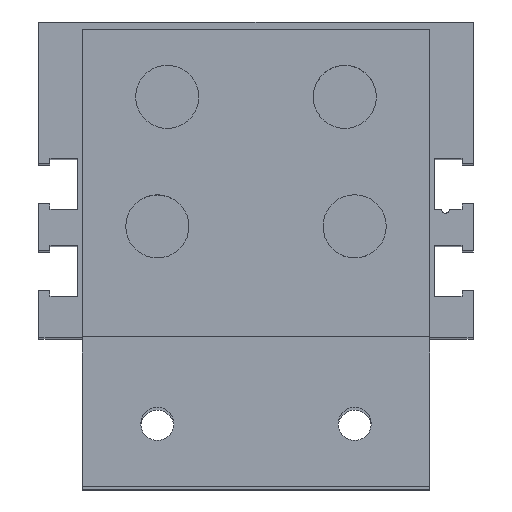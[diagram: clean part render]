
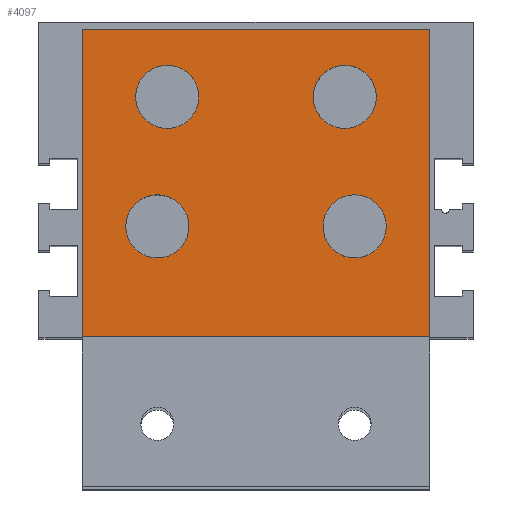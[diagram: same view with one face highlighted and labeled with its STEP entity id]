
A CAD part, top view. The second image highlights one B-rep face of the part: STEP entity #4097.
In plain terms, the highlighted planar face has unit normal (0, 0, 1).
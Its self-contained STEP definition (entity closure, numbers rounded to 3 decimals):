
#632 = DIRECTION ( 'NONE',  ( 1., 0., 0. ) ) ;
#682 = DIRECTION ( 'NONE',  ( 0., 0., 1. ) ) ;
#683 = CARTESIAN_POINT ( 'NONE',  ( 11.25, 10.4, 118. ) ) ;
#684 = AXIS2_PLACEMENT_3D ( 'NONE', #683, #682, #632 ) ;
#685 = CIRCLE ( 'NONE', #684, 4. ) ;
#1196 = VECTOR ( 'NONE', #1199, 1000. ) ;
#1199 = DIRECTION ( 'NONE',  ( 0., 1., 0. ) ) ;
#1200 = CARTESIAN_POINT ( 'NONE',  ( 22., 19., 118. ) ) ;
#1201 = LINE ( 'NONE', #1200, #1196 ) ;
#1202 = LINE ( 'NONE', #1231, #1230 ) ;
#1203 = CARTESIAN_POINT ( 'NONE',  ( 22., -20., 118. ) ) ;
#1205 = CARTESIAN_POINT ( 'NONE',  ( -22., 19., 118. ) ) ;
#1206 = DIRECTION ( 'NONE',  ( -1., 0., 0. ) ) ;
#1212 = CARTESIAN_POINT ( 'NONE',  ( -22., 19., 118. ) ) ;
#1213 = LINE ( 'NONE', #1212, #1228 ) ;
#1216 = VECTOR ( 'NONE', #1206, 1000. ) ;
#1218 = CARTESIAN_POINT ( 'NONE',  ( -22., 19., 118. ) ) ;
#1219 = LINE ( 'NONE', #1218, #1216 ) ;
#1227 = DIRECTION ( 'NONE',  ( 0., -1., 0. ) ) ;
#1228 = VECTOR ( 'NONE', #1227, 1000. ) ;
#1229 = DIRECTION ( 'NONE',  ( -1., 0., 0. ) ) ;
#1230 = VECTOR ( 'NONE', #1229, 1000. ) ;
#1231 = CARTESIAN_POINT ( 'NONE',  ( -22., -20., 118. ) ) ;
#1247 = AXIS2_PLACEMENT_3D ( 'NONE', #1280, #1279, #1278 ) ;
#1248 = CIRCLE ( 'NONE', #1247, 4. ) ;
#1250 = CARTESIAN_POINT ( 'NONE',  ( -22., -39., 118. ) ) ;
#1251 = AXIS2_PLACEMENT_3D ( 'NONE', #1250, #1257, #1256 ) ;
#1252 = PLANE ( 'NONE',  #1251 ) ;
#1254 = FACE_OUTER_BOUND ( 'NONE', #4084, .T. ) ;
#1255 = FACE_BOUND ( 'NONE', #4214, .T. ) ;
#1256 = DIRECTION ( 'NONE',  ( 1., 0., 0. ) ) ;
#1257 = DIRECTION ( 'NONE',  ( 0., 0., 1. ) ) ;
#1278 = DIRECTION ( 'NONE',  ( 1., 0., 0. ) ) ;
#1279 = DIRECTION ( 'NONE',  ( 0., 0., 1. ) ) ;
#1280 = CARTESIAN_POINT ( 'NONE',  ( 12.5, -6., 118. ) ) ;
#1281 = FACE_BOUND ( 'NONE', #4098, .T. ) ;
#1282 = CARTESIAN_POINT ( 'NONE',  ( -22., -20., 118. ) ) ;
#1283 = FACE_BOUND ( 'NONE', #4218, .T. ) ;
#1284 = FACE_BOUND ( 'NONE', #4082, .T. ) ;
#1709 = CARTESIAN_POINT ( 'NONE',  ( 11.25, 10.4, 118. ) ) ;
#1710 = DIRECTION ( 'NONE',  ( 1., 0., 0. ) ) ;
#1711 = DIRECTION ( 'NONE',  ( 0., 0., 1. ) ) ;
#1712 = CARTESIAN_POINT ( 'NONE',  ( -11.25, 10.4, 118. ) ) ;
#1713 = AXIS2_PLACEMENT_3D ( 'NONE', #1712, #1711, #1710 ) ;
#1714 = CIRCLE ( 'NONE', #1713, 4. ) ;
#1720 = AXIS2_PLACEMENT_3D ( 'NONE', #1709, #1723, #1722 ) ;
#1721 = CARTESIAN_POINT ( 'NONE',  ( 22., 19., 118. ) ) ;
#1722 = DIRECTION ( 'NONE',  ( 1., 0., 0. ) ) ;
#1723 = DIRECTION ( 'NONE',  ( 0., 0., 1. ) ) ;
#1731 = CIRCLE ( 'NONE', #1720, 4. ) ;
#1789 = CARTESIAN_POINT ( 'NONE',  ( -12.5, -6., 118. ) ) ;
#1790 = AXIS2_PLACEMENT_3D ( 'NONE', #1789, #1796, #1792 ) ;
#1792 = DIRECTION ( 'NONE',  ( 1., 0., 0. ) ) ;
#1794 = CIRCLE ( 'NONE', #1790, 4. ) ;
#1796 = DIRECTION ( 'NONE',  ( 0., 0., 1. ) ) ;
#1983 = CARTESIAN_POINT ( 'NONE',  ( 12.5, -6., 118. ) ) ;
#1994 = AXIS2_PLACEMENT_3D ( 'NONE', #1983, #2009, #2008 ) ;
#1995 = CIRCLE ( 'NONE', #1994, 4. ) ;
#1997 = CARTESIAN_POINT ( 'NONE',  ( 16.5, -6., 118. ) ) ;
#2006 = CARTESIAN_POINT ( 'NONE',  ( -7.25, 10.4, 118. ) ) ;
#2008 = DIRECTION ( 'NONE',  ( 1., 0., 0. ) ) ;
#2009 = DIRECTION ( 'NONE',  ( 0., 0., 1. ) ) ;
#2113 = AXIS2_PLACEMENT_3D ( 'NONE', #2136, #2141, #2142 ) ;
#2136 = CARTESIAN_POINT ( 'NONE',  ( -11.25, 10.4, 118. ) ) ;
#2141 = DIRECTION ( 'NONE',  ( 0., 0., 1. ) ) ;
#2142 = DIRECTION ( 'NONE',  ( 1., 0., 0. ) ) ;
#2148 = CARTESIAN_POINT ( 'NONE',  ( -16.5, -6., 118. ) ) ;
#2191 = CARTESIAN_POINT ( 'NONE',  ( -12.5, -6., 118. ) ) ;
#2192 = DIRECTION ( 'NONE',  ( 0., 0., 1. ) ) ;
#2193 = CIRCLE ( 'NONE', #2198, 4. ) ;
#2197 = DIRECTION ( 'NONE',  ( 1., 0., 0. ) ) ;
#2198 = AXIS2_PLACEMENT_3D ( 'NONE', #2191, #2192, #2197 ) ;
#2238 = CIRCLE ( 'NONE', #2113, 4. ) ;
#2331 = CARTESIAN_POINT ( 'NONE',  ( 7.25, 10.4, 118. ) ) ;
#2465 = CARTESIAN_POINT ( 'NONE',  ( 8.5, -6., 118. ) ) ;
#2466 = CARTESIAN_POINT ( 'NONE',  ( -15.25, 10.4, 118. ) ) ;
#2509 = CARTESIAN_POINT ( 'NONE',  ( 15.25, 10.4, 118. ) ) ;
#2511 = CARTESIAN_POINT ( 'NONE',  ( -8.5, -6., 118. ) ) ;
#3020 = VERTEX_POINT ( 'NONE', #1997 ) ;
#3023 = VERTEX_POINT ( 'NONE', #2006 ) ;
#3027 = EDGE_CURVE ( 'NONE', #3020, #3092, #1995, .T. ) ;
#3090 = VERTEX_POINT ( 'NONE', #2466 ) ;
#3092 = VERTEX_POINT ( 'NONE', #2465 ) ;
#3168 = EDGE_CURVE ( 'NONE', #3023, #3090, #2238, .T. ) ;
#3214 = VERTEX_POINT ( 'NONE', #2331 ) ;
#3250 = VERTEX_POINT ( 'NONE', #2509 ) ;
#3255 = VERTEX_POINT ( 'NONE', #2511 ) ;
#3258 = VERTEX_POINT ( 'NONE', #2148 ) ;
#3262 = EDGE_CURVE ( 'NONE', #3258, #3255, #2193, .T. ) ;
#3294 = EDGE_CURVE ( 'NONE', #3214, #3250, #685, .T. ) ;
#4075 = ORIENTED_EDGE ( 'NONE', *, *, #4076, .T. ) ;
#4076 = EDGE_CURVE ( 'NONE', #4092, #4216, #1201, .T. ) ;
#4078 = EDGE_CURVE ( 'NONE', #4216, #4079, #1219, .T. ) ;
#4079 = VERTEX_POINT ( 'NONE', #1205 ) ;
#4080 = ORIENTED_EDGE ( 'NONE', *, *, #4081, .T. ) ;
#4081 = EDGE_CURVE ( 'NONE', #4079, #4094, #1213, .T. ) ;
#4082 = EDGE_LOOP ( 'NONE', ( #4090, #4202 ) ) ;
#4084 = EDGE_LOOP ( 'NONE', ( #4206, #4075, #4198, #4080 ) ) ;
#4090 = ORIENTED_EDGE ( 'NONE', *, *, #4201, .F. ) ;
#4092 = VERTEX_POINT ( 'NONE', #1203 ) ;
#4093 = EDGE_CURVE ( 'NONE', #4092, #4094, #1202, .T. ) ;
#4094 = VERTEX_POINT ( 'NONE', #1282 ) ;
#4097 = ADVANCED_FACE ( 'NONE', ( #1281, #1255, #1254, #1284, #1283 ), #1252, .T. ) ;
#4098 = EDGE_LOOP ( 'NONE', ( #4168, #4236 ) ) ;
#4168 = ORIENTED_EDGE ( 'NONE', *, *, #4267, .F. ) ;
#4198 = ORIENTED_EDGE ( 'NONE', *, *, #4078, .T. ) ;
#4201 = EDGE_CURVE ( 'NONE', #3092, #3020, #1248, .T. ) ;
#4202 = ORIENTED_EDGE ( 'NONE', *, *, #3027, .F. ) ;
#4206 = ORIENTED_EDGE ( 'NONE', *, *, #4093, .F. ) ;
#4212 = ORIENTED_EDGE ( 'NONE', *, *, #4217, .F. ) ;
#4214 = EDGE_LOOP ( 'NONE', ( #4212, #4220 ) ) ;
#4216 = VERTEX_POINT ( 'NONE', #1721 ) ;
#4217 = EDGE_CURVE ( 'NONE', #3250, #3214, #1731, .T. ) ;
#4218 = EDGE_LOOP ( 'NONE', ( #4219, #4221 ) ) ;
#4219 = ORIENTED_EDGE ( 'NONE', *, *, #4222, .F. ) ;
#4220 = ORIENTED_EDGE ( 'NONE', *, *, #3294, .F. ) ;
#4221 = ORIENTED_EDGE ( 'NONE', *, *, #3168, .F. ) ;
#4222 = EDGE_CURVE ( 'NONE', #3090, #3023, #1714, .T. ) ;
#4236 = ORIENTED_EDGE ( 'NONE', *, *, #3262, .F. ) ;
#4267 = EDGE_CURVE ( 'NONE', #3255, #3258, #1794, .T. ) ;
